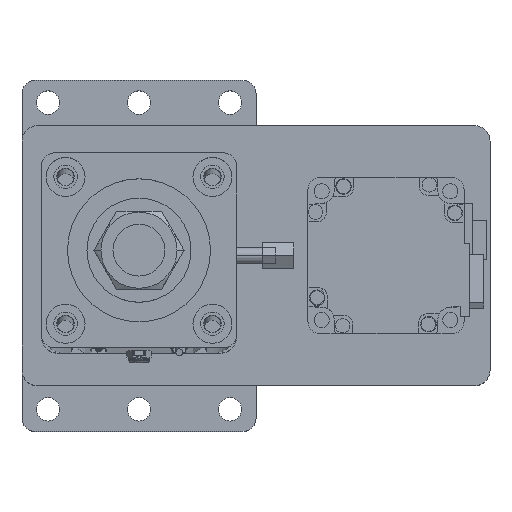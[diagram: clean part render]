
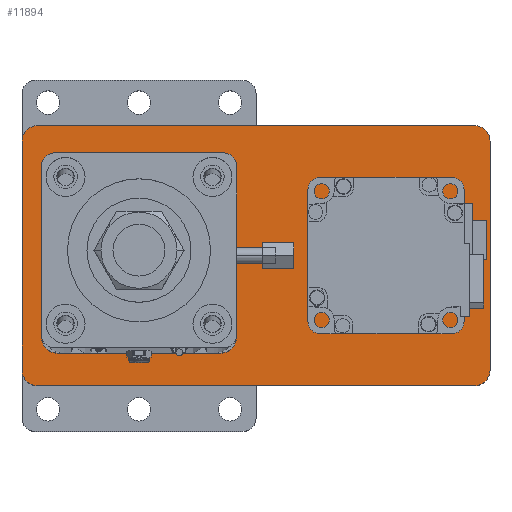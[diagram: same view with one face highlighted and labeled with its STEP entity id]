
A CAD part, top view. The second image highlights one B-rep face of the part: STEP entity #11894.
In plain terms, the highlighted planar face has unit normal (0, 0, 1).
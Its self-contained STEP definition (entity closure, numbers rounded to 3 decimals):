
#176 = DIRECTION ( 'NONE',  ( 0., 0., -1. ) ) ;
#312 = DIRECTION ( 'NONE',  ( 1., 0., 0. ) ) ;
#690 = VERTEX_POINT ( 'NONE', #3713 ) ;
#821 = DIRECTION ( 'NONE',  ( 0., -1., 0. ) ) ;
#836 = VERTEX_POINT ( 'NONE', #7628 ) ;
#1067 = CARTESIAN_POINT ( 'NONE',  ( 129., -50., -598. ) ) ;
#1109 = ORIENTED_EDGE ( 'NONE', *, *, #12406, .F. ) ;
#1684 = DIRECTION ( 'NONE',  ( -1., 0., 0. ) ) ;
#1783 = DIRECTION ( 'NONE',  ( -1., 0., 0. ) ) ;
#1908 = VERTEX_POINT ( 'NONE', #20049 ) ;
#1912 = EDGE_CURVE ( 'NONE', #3116, #1908, #8377, .T. ) ;
#2149 = LINE ( 'NONE', #7251, #2930 ) ;
#2204 = DIRECTION ( 'NONE',  ( 0., 0., 1. ) ) ;
#2930 = VECTOR ( 'NONE', #18171, 1000. ) ;
#3116 = VERTEX_POINT ( 'NONE', #4146 ) ;
#3702 = CIRCLE ( 'NONE', #12150, 6. ) ;
#3713 = CARTESIAN_POINT ( 'NONE',  ( -45., 44., -598. ) ) ;
#4146 = CARTESIAN_POINT ( 'NONE',  ( -39., 50., -598. ) ) ;
#4148 = DIRECTION ( 'NONE',  ( -1., 0., 0. ) ) ;
#4341 = LINE ( 'NONE', #9122, #4777 ) ;
#4777 = VECTOR ( 'NONE', #15589, 1000. ) ;
#5661 = CIRCLE ( 'NONE', #13797, 6. ) ;
#5949 = EDGE_CURVE ( 'NONE', #3116, #690, #3702, .T. ) ;
#6222 = EDGE_LOOP ( 'NONE', ( #19666, #15951, #6602, #18443, #1109, #12139, #7899, #8050 ) ) ;
#6374 = VECTOR ( 'NONE', #312, 1000. ) ;
#6566 = CARTESIAN_POINT ( 'NONE',  ( 129., -44., -598. ) ) ;
#6602 = ORIENTED_EDGE ( 'NONE', *, *, #6632, .F. ) ;
#6632 = EDGE_CURVE ( 'NONE', #836, #690, #2149, .T. ) ;
#6667 = DIRECTION ( 'NONE',  ( 0., -1., 0. ) ) ;
#7051 = VERTEX_POINT ( 'NONE', #15689 ) ;
#7142 = CARTESIAN_POINT ( 'NONE',  ( 129., 44., -598. ) ) ;
#7179 = EDGE_CURVE ( 'NONE', #836, #7652, #5661, .T. ) ;
#7244 = EDGE_CURVE ( 'NONE', #20003, #7051, #16341, .T. ) ;
#7251 = CARTESIAN_POINT ( 'NONE',  ( -45., -50., -598. ) ) ;
#7628 = CARTESIAN_POINT ( 'NONE',  ( -45., -44., -598. ) ) ;
#7652 = VERTEX_POINT ( 'NONE', #8205 ) ;
#7899 = ORIENTED_EDGE ( 'NONE', *, *, #20129, .F. ) ;
#8041 = FACE_OUTER_BOUND ( 'NONE', #6222, .T. ) ;
#8050 = ORIENTED_EDGE ( 'NONE', *, *, #10468, .T. ) ;
#8205 = CARTESIAN_POINT ( 'NONE',  ( -39., -50., -598. ) ) ;
#8249 = CARTESIAN_POINT ( 'NONE',  ( 0., 0., -598. ) ) ;
#8377 = LINE ( 'NONE', #14853, #6374 ) ;
#8407 = VECTOR ( 'NONE', #821, 1000. ) ;
#8786 = CARTESIAN_POINT ( 'NONE',  ( -39., 44., -598. ) ) ;
#9122 = CARTESIAN_POINT ( 'NONE',  ( -45., -50., -598. ) ) ;
#9222 = CIRCLE ( 'NONE', #14307, 6. ) ;
#9907 = AXIS2_PLACEMENT_3D ( 'NONE', #6566, #20788, #1783 ) ;
#10129 = VERTEX_POINT ( 'NONE', #11933 ) ;
#10468 = EDGE_CURVE ( 'NONE', #10129, #1908, #9222, .T. ) ;
#10520 = DIRECTION ( 'NONE',  ( 0., 0., 1. ) ) ;
#10682 = DIRECTION ( 'NONE',  ( -1., 0., 0. ) ) ;
#11894 = ADVANCED_FACE ( 'NONE', ( #8041 ), #13026, .F. ) ;
#11933 = CARTESIAN_POINT ( 'NONE',  ( 135., 44., -598. ) ) ;
#12139 = ORIENTED_EDGE ( 'NONE', *, *, #7244, .T. ) ;
#12150 = AXIS2_PLACEMENT_3D ( 'NONE', #8786, #2204, #10682 ) ;
#12406 = EDGE_CURVE ( 'NONE', #20003, #7652, #4341, .T. ) ;
#13026 = PLANE ( 'NONE',  #15031 ) ;
#13789 = CARTESIAN_POINT ( 'NONE',  ( -39., -44., -598. ) ) ;
#13797 = AXIS2_PLACEMENT_3D ( 'NONE', #13789, #16222, #1684 ) ;
#14307 = AXIS2_PLACEMENT_3D ( 'NONE', #7142, #10520, #4148 ) ;
#14853 = CARTESIAN_POINT ( 'NONE',  ( -45., 50., -598. ) ) ;
#15031 = AXIS2_PLACEMENT_3D ( 'NONE', #8249, #176, #6667 ) ;
#15359 = CARTESIAN_POINT ( 'NONE',  ( 135., -50., -598. ) ) ;
#15589 = DIRECTION ( 'NONE',  ( -1., 0., 0. ) ) ;
#15665 = LINE ( 'NONE', #15359, #8407 ) ;
#15689 = CARTESIAN_POINT ( 'NONE',  ( 135., -44., -598. ) ) ;
#15951 = ORIENTED_EDGE ( 'NONE', *, *, #5949, .T. ) ;
#16222 = DIRECTION ( 'NONE',  ( 0., 0., 1. ) ) ;
#16341 = CIRCLE ( 'NONE', #9907, 6. ) ;
#18171 = DIRECTION ( 'NONE',  ( 0., 1., 0. ) ) ;
#18443 = ORIENTED_EDGE ( 'NONE', *, *, #7179, .T. ) ;
#19666 = ORIENTED_EDGE ( 'NONE', *, *, #1912, .F. ) ;
#20003 = VERTEX_POINT ( 'NONE', #1067 ) ;
#20049 = CARTESIAN_POINT ( 'NONE',  ( 129., 50., -598. ) ) ;
#20129 = EDGE_CURVE ( 'NONE', #10129, #7051, #15665, .T. ) ;
#20788 = DIRECTION ( 'NONE',  ( 0., 0., 1. ) ) ;
